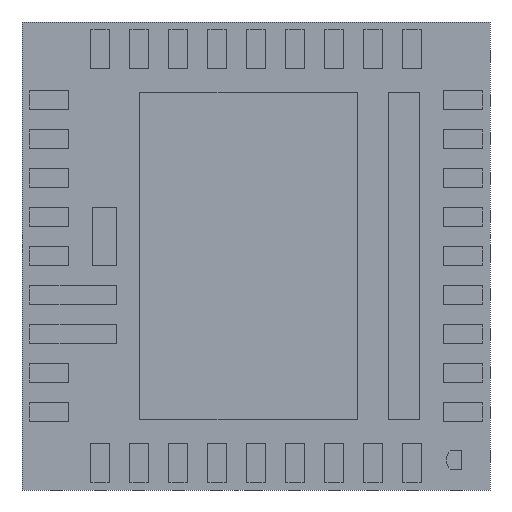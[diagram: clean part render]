
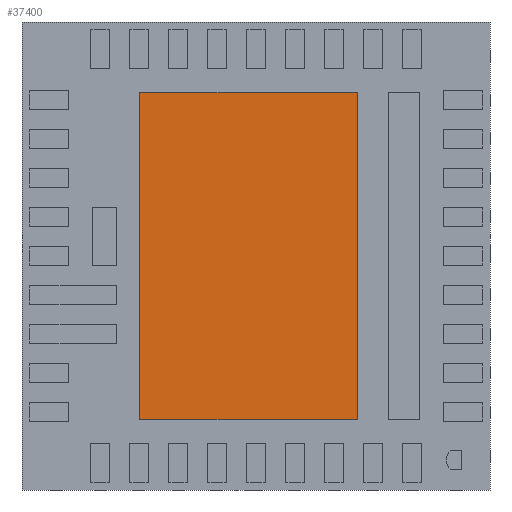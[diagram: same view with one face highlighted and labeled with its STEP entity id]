
A CAD part, front view. The second image highlights one B-rep face of the part: STEP entity #37400.
In plain terms, the highlighted planar face has unit normal (0, -1, 0).
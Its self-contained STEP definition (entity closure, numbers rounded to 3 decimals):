
#37277=DIRECTION('',(0.,0.,-1.));
#37278=VECTOR('',#37277,4.2);
#37279=CARTESIAN_POINT('',(-1.49,0.,2.1));
#37280=LINE('',#37279,#37278);
#37284=DIRECTION('',(-1.,0.,0.));
#37285=VECTOR('',#37284,2.79);
#37286=CARTESIAN_POINT('',(1.3,0.,2.1));
#37287=LINE('',#37286,#37285);
#37291=DIRECTION('',(0.,0.,-1.));
#37292=VECTOR('',#37291,4.2);
#37293=CARTESIAN_POINT('',(1.3,0.,2.1));
#37294=LINE('',#37293,#37292);
#37298=DIRECTION('',(-1.,0.,0.));
#37299=VECTOR('',#37298,2.79);
#37300=CARTESIAN_POINT('',(1.3,0.,-2.1));
#37301=LINE('',#37300,#37299);
#37369=CARTESIAN_POINT('',(-1.49,0.,2.1));
#37370=CARTESIAN_POINT('',(-1.49,0.,-2.1));
#37371=VERTEX_POINT('',#37369);
#37372=VERTEX_POINT('',#37370);
#37373=CARTESIAN_POINT('',(1.3,0.,-2.1));
#37374=VERTEX_POINT('',#37373);
#37375=CARTESIAN_POINT('',(1.3,0.,2.1));
#37376=VERTEX_POINT('',#37375);
#37385=CARTESIAN_POINT('',(0.,0.,0.));
#37386=DIRECTION('',(0.,-1.,0.));
#37387=DIRECTION('',(-1.,0.,0.));
#37388=AXIS2_PLACEMENT_3D('',#37385,#37386,#37387);
#37389=PLANE('',#37388);
#37391=ORIENTED_EDGE('',*,*,#37390,.F.);
#37393=ORIENTED_EDGE('',*,*,#37392,.F.);
#37395=ORIENTED_EDGE('',*,*,#37394,.T.);
#37397=ORIENTED_EDGE('',*,*,#37396,.T.);
#37398=EDGE_LOOP('',(#37391,#37393,#37395,#37397));
#37399=FACE_OUTER_BOUND('',#37398,.F.);
#37400=ADVANCED_FACE('',(#37399),#37389,.T.);
#37390=EDGE_CURVE('',#37371,#37372,#37280,.T.);
#37392=EDGE_CURVE('',#37376,#37371,#37287,.T.);
#37394=EDGE_CURVE('',#37376,#37374,#37294,.T.);
#37396=EDGE_CURVE('',#37374,#37372,#37301,.T.);
